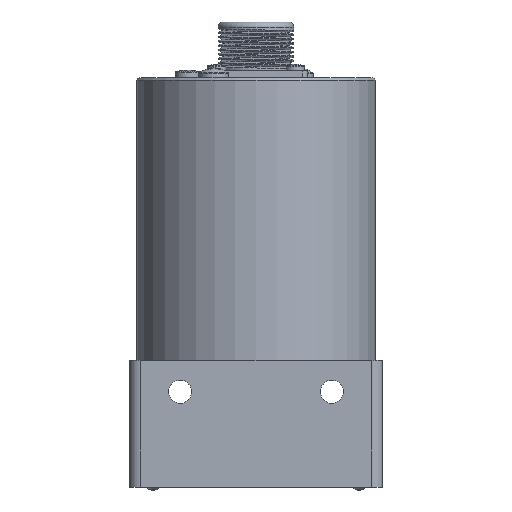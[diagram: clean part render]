
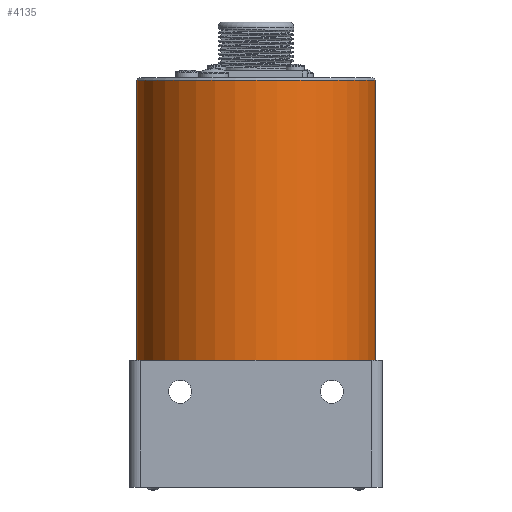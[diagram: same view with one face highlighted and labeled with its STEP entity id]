
A CAD part, front view. The second image highlights one B-rep face of the part: STEP entity #4135.
In plain terms, the highlighted cylindrical face has radius 34.925 mm (diameter 69.85 mm), a full revolution.
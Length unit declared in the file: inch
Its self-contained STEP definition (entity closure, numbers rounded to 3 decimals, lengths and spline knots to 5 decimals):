
#4000=CARTESIAN_POINT('',(0.08,-0.45467,4.69));
#4001=VERTEX_POINT('',#4000);
#4002=CARTESIAN_POINT('',(1.455,-0.45467,4.69));
#4003=DIRECTION('',(0.0,0.0,1.0));
#4004=DIRECTION('',(1.0,0.0,0.0));
#4005=AXIS2_PLACEMENT_3D('',#4002,#4003,#4004);
#4006=CIRCLE('',#4005,1.375);
#4007=EDGE_CURVE('',#4001,#4001,#4006,.T.);
#4116=CARTESIAN_POINT('',(1.455,-0.45467,4.66));
#4117=DIRECTION('',(0.0,0.0,-1.0));
#4118=DIRECTION('',(-1.0,0.0,0.0));
#4119=AXIS2_PLACEMENT_3D('',#4116,#4117,#4118);
#4120=CYLINDRICAL_SURFACE('',#4119,1.375);
#4121=ORIENTED_EDGE('',*,*,#4007,.F.);
#4122=EDGE_LOOP('',(#4121));
#4123=FACE_OUTER_BOUND('',#4122,.T.);
#4124=CARTESIAN_POINT('',(2.83,-0.45467,1.46));
#4125=VERTEX_POINT('',#4124);
#4126=CARTESIAN_POINT('',(1.455,-0.45467,1.46));
#4127=DIRECTION('',(0.0,0.0,-1.0));
#4128=DIRECTION('',(-1.0,0.0,0.0));
#4129=AXIS2_PLACEMENT_3D('',#4126,#4127,#4128);
#4130=CIRCLE('',#4129,1.375);
#4131=EDGE_CURVE('',#4125,#4125,#4130,.T.);
#4132=ORIENTED_EDGE('',*,*,#4131,.F.);
#4133=EDGE_LOOP('',(#4132));
#4134=FACE_BOUND('',#4133,.T.);
#4135=ADVANCED_FACE('',(#4123,#4134),#4120,.T.);
